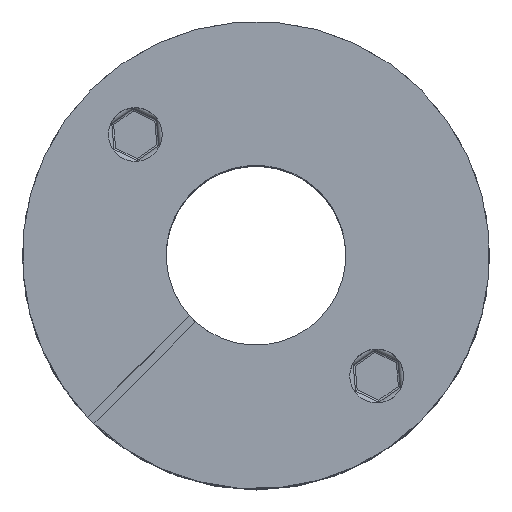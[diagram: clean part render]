
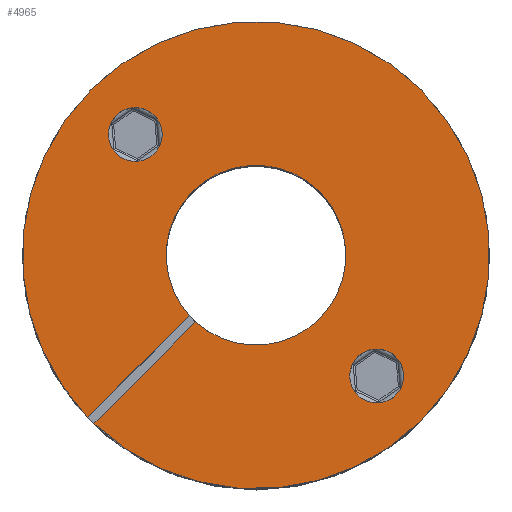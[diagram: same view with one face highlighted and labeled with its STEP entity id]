
A CAD part, top view. The second image highlights one B-rep face of the part: STEP entity #4965.
In plain terms, the highlighted face is planar.
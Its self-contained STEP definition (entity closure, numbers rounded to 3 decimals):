
#15 = ORIENTED_EDGE ( 'NONE', *, *, #2081, .F. ) ;
#127 = VERTEX_POINT ( 'NONE', #1271 ) ;
#288 = DIRECTION ( 'NONE',  ( 0., 1., 0. ) ) ;
#322 = AXIS2_PLACEMENT_3D ( 'NONE', #1988, #3249, #2065 ) ;
#337 = CARTESIAN_POINT ( 'NONE',  ( 0., 6., 0. ) ) ;
#420 = CIRCLE ( 'NONE', #4818, 13. ) ;
#470 = VERTEX_POINT ( 'NONE', #1712 ) ;
#474 = ORIENTED_EDGE ( 'NONE', *, *, #3673, .T. ) ;
#475 = ORIENTED_EDGE ( 'NONE', *, *, #5329, .F. ) ;
#603 = CARTESIAN_POINT ( 'NONE',  ( 0., 6., -9.5 ) ) ;
#671 = ORIENTED_EDGE ( 'NONE', *, *, #1061, .F. ) ;
#724 = CARTESIAN_POINT ( 'NONE',  ( 0., 6., -11. ) ) ;
#857 = PLANE ( 'NONE',  #1121 ) ;
#876 = ORIENTED_EDGE ( 'NONE', *, *, #1555, .T. ) ;
#899 = EDGE_CURVE ( 'NONE', #990, #3559, #420, .T. ) ;
#931 = FACE_BOUND ( 'NONE', #2026, .T. ) ;
#990 = VERTEX_POINT ( 'NONE', #2382 ) ;
#1061 = EDGE_CURVE ( 'NONE', #1092, #1144, #2736, .T. ) ;
#1092 = VERTEX_POINT ( 'NONE', #1249 ) ;
#1121 = AXIS2_PLACEMENT_3D ( 'NONE', #1312, #4615, #2501 ) ;
#1144 = VERTEX_POINT ( 'NONE', #2148 ) ;
#1166 = DIRECTION ( 'NONE',  ( 0., 0., 1. ) ) ;
#1168 = DIRECTION ( 'NONE',  ( 0., 0., 1. ) ) ;
#1173 = CIRCLE ( 'NONE', #4199, 13. ) ;
#1221 = CARTESIAN_POINT ( 'NONE',  ( 0., 6., 9.5 ) ) ;
#1249 = CARTESIAN_POINT ( 'NONE',  ( 4.994, 6., -0.25 ) ) ;
#1271 = CARTESIAN_POINT ( 'NONE',  ( 0., 6., 11. ) ) ;
#1312 = CARTESIAN_POINT ( 'NONE',  ( 0., 6., 0. ) ) ;
#1375 = CARTESIAN_POINT ( 'NONE',  ( 0., 6., -9.5 ) ) ;
#1555 = EDGE_CURVE ( 'NONE', #3559, #1706, #1173, .T. ) ;
#1706 = VERTEX_POINT ( 'NONE', #2142 ) ;
#1712 = CARTESIAN_POINT ( 'NONE',  ( 0., 6., 8. ) ) ;
#1726 = CARTESIAN_POINT ( 'NONE',  ( -0.02, 6., -0.25 ) ) ;
#1777 = DIRECTION ( 'NONE',  ( -1., 0., 0. ) ) ;
#1780 = CARTESIAN_POINT ( 'NONE',  ( 4.994, 6., 0.25 ) ) ;
#1862 = CARTESIAN_POINT ( 'NONE',  ( 12.998, 6., -0.25 ) ) ;
#1956 = AXIS2_PLACEMENT_3D ( 'NONE', #2926, #2463, #3715 ) ;
#1988 = CARTESIAN_POINT ( 'NONE',  ( 0., 6., 0. ) ) ;
#2017 = EDGE_CURVE ( 'NONE', #4822, #3601, #2609, .T. ) ;
#2024 = VERTEX_POINT ( 'NONE', #1862 ) ;
#2026 = EDGE_LOOP ( 'NONE', ( #3669, #4767 ) ) ;
#2065 = DIRECTION ( 'NONE',  ( 0., 0., 1. ) ) ;
#2081 = EDGE_CURVE ( 'NONE', #2761, #1706, #3035, .T. ) ;
#2142 = CARTESIAN_POINT ( 'NONE',  ( 12.998, 6., 0.25 ) ) ;
#2148 = CARTESIAN_POINT ( 'NONE',  ( 0., 6., -5. ) ) ;
#2196 = DIRECTION ( 'NONE',  ( 0., 0., 1. ) ) ;
#2241 = VECTOR ( 'NONE', #1777, 1000. ) ;
#2264 = LINE ( 'NONE', #1726, #2241 ) ;
#2329 = DIRECTION ( 'NONE',  ( 1., 0., 0. ) ) ;
#2382 = CARTESIAN_POINT ( 'NONE',  ( 0., 6., -13. ) ) ;
#2463 = DIRECTION ( 'NONE',  ( 0., 1., 0. ) ) ;
#2479 = EDGE_CURVE ( 'NONE', #3601, #4822, #2523, .T. ) ;
#2501 = DIRECTION ( 'NONE',  ( 0., 0., 1. ) ) ;
#2522 = ORIENTED_EDGE ( 'NONE', *, *, #4798, .F. ) ;
#2523 = CIRCLE ( 'NONE', #4354, 1.5 ) ;
#2592 = DIRECTION ( 'NONE',  ( 0., 1., 0. ) ) ;
#2609 = CIRCLE ( 'NONE', #3658, 1.5 ) ;
#2639 = DIRECTION ( 'NONE',  ( 0., 0., 1. ) ) ;
#2736 = CIRCLE ( 'NONE', #1956, 5. ) ;
#2761 = VERTEX_POINT ( 'NONE', #1780 ) ;
#2827 = AXIS2_PLACEMENT_3D ( 'NONE', #1221, #4468, #3682 ) ;
#2926 = CARTESIAN_POINT ( 'NONE',  ( 0., 6., 0. ) ) ;
#2972 = CARTESIAN_POINT ( 'NONE',  ( 0., 6., 9.5 ) ) ;
#2991 = FACE_BOUND ( 'NONE', #4273, .T. ) ;
#3028 = DIRECTION ( 'NONE',  ( 0., 0., 1. ) ) ;
#3035 = LINE ( 'NONE', #3065, #3740 ) ;
#3065 = CARTESIAN_POINT ( 'NONE',  ( -0.02, 6., 0.25 ) ) ;
#3175 = CIRCLE ( 'NONE', #4379, 1.5 ) ;
#3249 = DIRECTION ( 'NONE',  ( 0., 1., 0. ) ) ;
#3325 = ORIENTED_EDGE ( 'NONE', *, *, #4303, .F. ) ;
#3326 = ORIENTED_EDGE ( 'NONE', *, *, #4536, .F. ) ;
#3471 = CARTESIAN_POINT ( 'NONE',  ( 0., 6., 0. ) ) ;
#3496 = DIRECTION ( 'NONE',  ( 0., 0., 1. ) ) ;
#3559 = VERTEX_POINT ( 'NONE', #5041 ) ;
#3601 = VERTEX_POINT ( 'NONE', #4744 ) ;
#3658 = AXIS2_PLACEMENT_3D ( 'NONE', #603, #288, #4796 ) ;
#3669 = ORIENTED_EDGE ( 'NONE', *, *, #2017, .F. ) ;
#3673 = EDGE_CURVE ( 'NONE', #2024, #990, #3948, .T. ) ;
#3682 = DIRECTION ( 'NONE',  ( 0., 0., 1. ) ) ;
#3715 = DIRECTION ( 'NONE',  ( 0., 0., 1. ) ) ;
#3740 = VECTOR ( 'NONE', #2329, 1000. ) ;
#3806 = EDGE_CURVE ( 'NONE', #4229, #2761, #4082, .T. ) ;
#3870 = DIRECTION ( 'NONE',  ( 0., 1., 0. ) ) ;
#3941 = ORIENTED_EDGE ( 'NONE', *, *, #899, .T. ) ;
#3948 = CIRCLE ( 'NONE', #4292, 13. ) ;
#4082 = CIRCLE ( 'NONE', #4330, 5. ) ;
#4134 = ORIENTED_EDGE ( 'NONE', *, *, #3806, .F. ) ;
#4199 = AXIS2_PLACEMENT_3D ( 'NONE', #4324, #5077, #2196 ) ;
#4229 = VERTEX_POINT ( 'NONE', #4764 ) ;
#4273 = EDGE_LOOP ( 'NONE', ( #3325, #3326 ) ) ;
#4275 = DIRECTION ( 'NONE',  ( 0., 1., 0. ) ) ;
#4289 = CIRCLE ( 'NONE', #322, 5. ) ;
#4292 = AXIS2_PLACEMENT_3D ( 'NONE', #3471, #5120, #3496 ) ;
#4303 = EDGE_CURVE ( 'NONE', #470, #127, #4554, .T. ) ;
#4324 = CARTESIAN_POINT ( 'NONE',  ( 0., 6., 0. ) ) ;
#4330 = AXIS2_PLACEMENT_3D ( 'NONE', #4656, #2592, #1166 ) ;
#4354 = AXIS2_PLACEMENT_3D ( 'NONE', #1375, #3870, #3028 ) ;
#4379 = AXIS2_PLACEMENT_3D ( 'NONE', #2972, #4275, #2639 ) ;
#4468 = DIRECTION ( 'NONE',  ( 0., 1., 0. ) ) ;
#4536 = EDGE_CURVE ( 'NONE', #127, #470, #3175, .T. ) ;
#4554 = CIRCLE ( 'NONE', #2827, 1.5 ) ;
#4615 = DIRECTION ( 'NONE',  ( 0., 1., 0. ) ) ;
#4656 = CARTESIAN_POINT ( 'NONE',  ( 0., 6., 0. ) ) ;
#4744 = CARTESIAN_POINT ( 'NONE',  ( 0., 6., -8. ) ) ;
#4764 = CARTESIAN_POINT ( 'NONE',  ( 0., 6., 5. ) ) ;
#4767 = ORIENTED_EDGE ( 'NONE', *, *, #2479, .F. ) ;
#4796 = DIRECTION ( 'NONE',  ( 0., 0., 1. ) ) ;
#4798 = EDGE_CURVE ( 'NONE', #1144, #4229, #4289, .T. ) ;
#4818 = AXIS2_PLACEMENT_3D ( 'NONE', #337, #5226, #1168 ) ;
#4822 = VERTEX_POINT ( 'NONE', #724 ) ;
#4921 = EDGE_LOOP ( 'NONE', ( #475, #474, #3941, #876, #15, #4134, #2522, #671 ) ) ;
#4965 = ADVANCED_FACE ( 'NONE', ( #5022, #2991, #931 ), #857, .T. ) ;
#5022 = FACE_OUTER_BOUND ( 'NONE', #4921, .T. ) ;
#5041 = CARTESIAN_POINT ( 'NONE',  ( 0., 6., 13. ) ) ;
#5077 = DIRECTION ( 'NONE',  ( 0., 1., 0. ) ) ;
#5120 = DIRECTION ( 'NONE',  ( 0., 1., 0. ) ) ;
#5226 = DIRECTION ( 'NONE',  ( 0., 1., 0. ) ) ;
#5329 = EDGE_CURVE ( 'NONE', #2024, #1092, #2264, .T. ) ;
